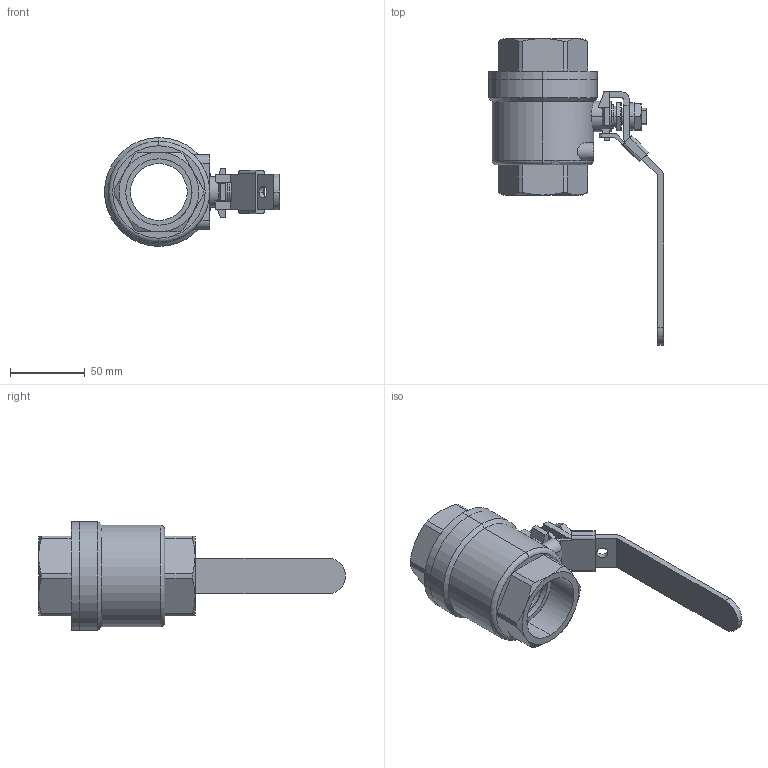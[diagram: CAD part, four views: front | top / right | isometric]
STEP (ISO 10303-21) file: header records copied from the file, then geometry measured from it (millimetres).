
FILE_DESCRIPTION (( 'STEP AP214' ), '1' );
FILE_NAME ('Fig.2001 DN-040.STEP', '2019-04-23T08:42:14', ( 'admin' ), ( 'Hewlett-Packard Company' ), 'SwSTEP 2.0', 'SolidWorks 2019', '' );
FILE_SCHEMA (( 'AUTOMOTIVE_DESIGN' ));
Length unit declared in the file: millimetre
Products named in the file (1): Fig.2001 DN-040
Bounding box: 117.4 x 205.8 x 73 mm (x, y, z)
Volume: 218426.5 mm3; surface area: 99766.7 mm2
Topology: 14 solids, 14 shells, 313 faces, 751 edges, 480 vertices
Faces by surface type: plane 141, cylinder 115, cone 49, bspline 4, sphere 2, torus 2
Entity records: 11350 total; most frequent: CARTESIAN_POINT 3813, DIRECTION 1568, ORIENTED_EDGE 1490, EDGE_CURVE 745, AXIS2_PLACEMENT_3D 613, VERTEX_POINT 480, EDGE_LOOP 363, VECTOR 342
